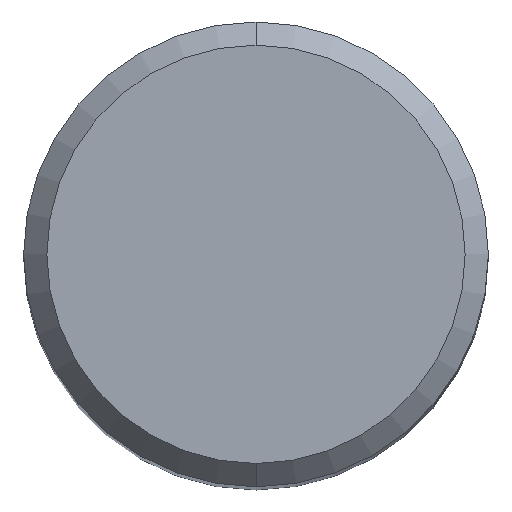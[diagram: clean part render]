
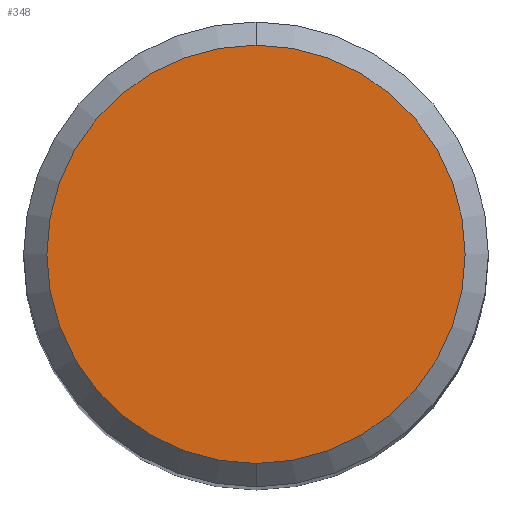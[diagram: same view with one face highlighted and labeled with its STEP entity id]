
A CAD part, top view. The second image highlights one B-rep face of the part: STEP entity #348.
In plain terms, the highlighted planar face has unit normal (0, 0, 1).
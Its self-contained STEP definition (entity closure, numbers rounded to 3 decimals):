
#192=EDGE_CURVE('',#224,#274,#445,.T.);
#224=VERTEX_POINT('',#482);
#266=EDGE_CURVE('',#274,#224,#531,.T.);
#274=VERTEX_POINT('',#539);
#348=ADVANCED_FACE('',(#621),#622,.T.);
#445=CIRCLE('',#726,4.5);
#482=CARTESIAN_POINT('',(0.,-4.5,0.0));
#531=CIRCLE('',#837,4.5);
#539=CARTESIAN_POINT('',(0.0,4.5,0.0));
#621=FACE_OUTER_BOUND('',#952,.T.);
#622=PLANE('',#953);
#726=AXIS2_PLACEMENT_3D('',#1062,#1063,#1064);
#837=AXIS2_PLACEMENT_3D('',#1180,#1181,#1182);
#952=EDGE_LOOP('',(#1280,#1281));
#953=AXIS2_PLACEMENT_3D('',#1282,#1283,#1284);
#1062=CARTESIAN_POINT('',(0.0,0.0,0.0));
#1063=DIRECTION('',(0.0,0.0,-1.0));
#1064=DIRECTION('',(0.0,1.0,0.0));
#1180=CARTESIAN_POINT('',(0.0,0.0,0.0));
#1181=DIRECTION('',(0.0,0.0,-1.0));
#1182=DIRECTION('',(0.0,1.0,0.0));
#1280=ORIENTED_EDGE('',*,*,#266,.F.);
#1281=ORIENTED_EDGE('',*,*,#192,.F.);
#1282=CARTESIAN_POINT('',(0.0,2.25,0.0));
#1283=DIRECTION('',(-0.0,0.0,1.0));
#1284=DIRECTION('',(0.0,-1.0,0.0));
